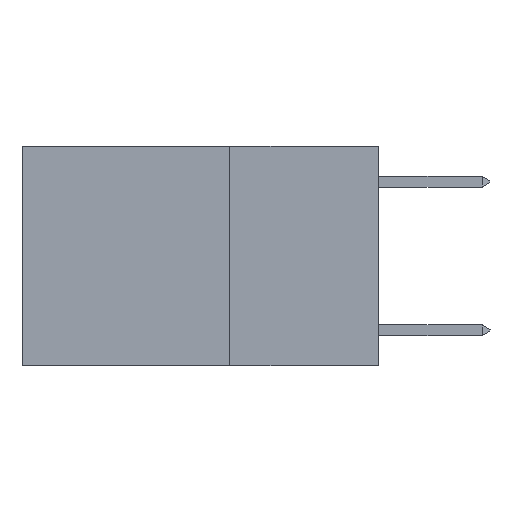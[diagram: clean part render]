
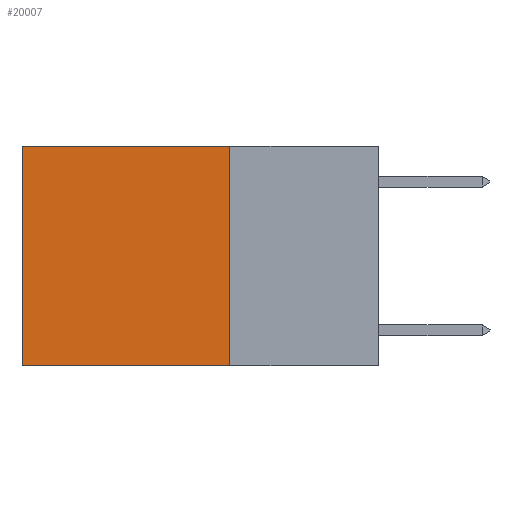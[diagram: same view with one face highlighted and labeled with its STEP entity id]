
A CAD part, left-side view. The second image highlights one B-rep face of the part: STEP entity #20007.
In plain terms, the highlighted planar face has unit normal (-1, 0, 0).
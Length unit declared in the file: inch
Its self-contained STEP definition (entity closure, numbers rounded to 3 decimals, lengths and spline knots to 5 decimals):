
#716 = DIRECTION ( 'NONE',  ( 0., 1., 0. ) ) ;
#818 = VERTEX_POINT ( 'NONE', #9826 ) ;
#1559 = EDGE_CURVE ( 'NONE', #14573, #22225, #16714, .T. ) ;
#1686 = ORIENTED_EDGE ( 'NONE', *, *, #1559, .F. ) ;
#1849 = EDGE_CURVE ( 'NONE', #818, #22225, #20625, .T. ) ;
#2566 = VERTEX_POINT ( 'NONE', #25873 ) ;
#3548 = LINE ( 'NONE', #11098, #16236 ) ;
#3666 = VECTOR ( 'NONE', #7242, 39.37008 ) ;
#3753 = FACE_OUTER_BOUND ( 'NONE', #16958, .T. ) ;
#5383 = ORIENTED_EDGE ( 'NONE', *, *, #18579, .F. ) ;
#7101 = PLANE ( 'NONE',  #17971 ) ;
#7242 = DIRECTION ( 'NONE',  ( 0., 1., 0. ) ) ;
#7415 = VECTOR ( 'NONE', #14879, 39.37008 ) ;
#8183 = ORIENTED_EDGE ( 'NONE', *, *, #1849, .T. ) ;
#8541 = CARTESIAN_POINT ( 'NONE',  ( 0.2625, 0.25, 0. ) ) ;
#8721 = ORIENTED_EDGE ( 'NONE', *, *, #17640, .T. ) ;
#9826 = CARTESIAN_POINT ( 'NONE',  ( 0.2625, 0.6, 0. ) ) ;
#9830 = VECTOR ( 'NONE', #19523, 39.37008 ) ;
#10747 = CARTESIAN_POINT ( 'NONE',  ( 0.2625, 0.25, -0.37 ) ) ;
#11098 = CARTESIAN_POINT ( 'NONE',  ( 0.2625, 0.25, 0. ) ) ;
#11370 = DIRECTION ( 'NONE',  ( 0., 0., -1. ) ) ;
#12126 = CARTESIAN_POINT ( 'NONE',  ( 0.2625, 0.6, 0. ) ) ;
#14573 = VERTEX_POINT ( 'NONE', #10747 ) ;
#14879 = DIRECTION ( 'NONE',  ( 0., 0., -1. ) ) ;
#15464 = DIRECTION ( 'NONE',  ( 1., 0., 0. ) ) ;
#15736 = CARTESIAN_POINT ( 'NONE',  ( 0.2625, 0.25, 0. ) ) ;
#16236 = VECTOR ( 'NONE', #716, 39.37008 ) ;
#16554 = CARTESIAN_POINT ( 'NONE',  ( 0.2625, 0.6, -0.37 ) ) ;
#16714 = LINE ( 'NONE', #23853, #3666 ) ;
#16958 = EDGE_LOOP ( 'NONE', ( #8183, #1686, #5383, #8721 ) ) ;
#17640 = EDGE_CURVE ( 'NONE', #2566, #818, #3548, .T. ) ;
#17971 = AXIS2_PLACEMENT_3D ( 'NONE', #15736, #15464, #11370 ) ;
#18579 = EDGE_CURVE ( 'NONE', #2566, #14573, #20458, .T. ) ;
#19523 = DIRECTION ( 'NONE',  ( 0., 0., -1. ) ) ;
#20007 = ADVANCED_FACE ( 'NONE', ( #3753 ), #7101, .F. ) ;
#20458 = LINE ( 'NONE', #8541, #7415 ) ;
#20625 = LINE ( 'NONE', #12126, #9830 ) ;
#22225 = VERTEX_POINT ( 'NONE', #16554 ) ;
#23853 = CARTESIAN_POINT ( 'NONE',  ( 0.2625, 0.25, -0.37 ) ) ;
#25873 = CARTESIAN_POINT ( 'NONE',  ( 0.2625, 0.25, 0. ) ) ;
